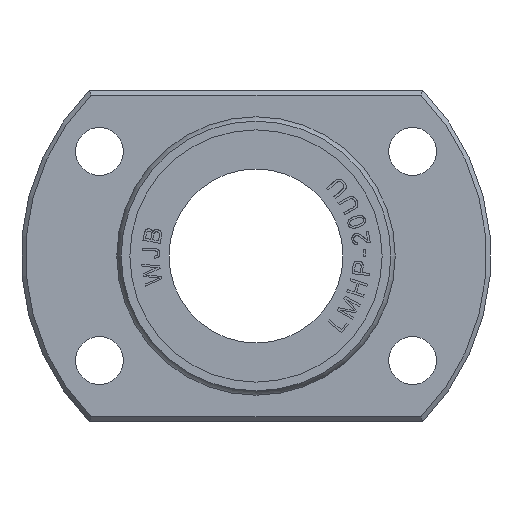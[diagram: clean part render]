
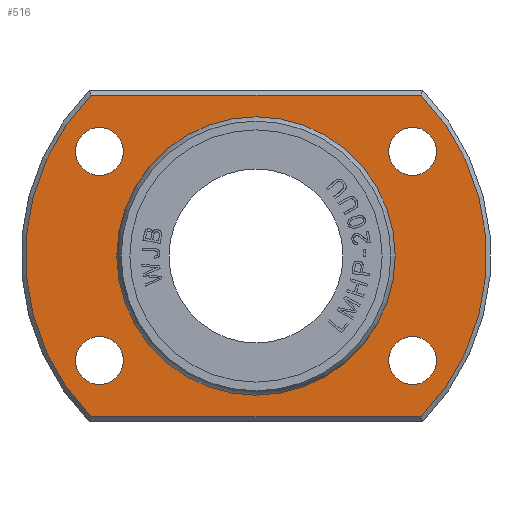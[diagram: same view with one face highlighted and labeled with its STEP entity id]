
A CAD part, left-side view. The second image highlights one B-rep face of the part: STEP entity #516.
In plain terms, the highlighted planar face has unit normal (-1, 0, 0).
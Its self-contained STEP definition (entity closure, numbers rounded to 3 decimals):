
#516=ADVANCED_FACE('',(#1671,#1672,#1673,#1674,#1675,#1676),#879,.T.);
#879=PLANE('',#6516);
#1135=CIRCLE('',#6509,2.75);
#1136=CIRCLE('',#6510,2.75);
#1137=CIRCLE('',#6511,2.75);
#1138=CIRCLE('',#6512,15.773);
#1139=CIRCLE('',#6513,26.5);
#1140=CIRCLE('',#6514,26.5);
#1141=CIRCLE('',#6515,2.75);
#1263=B_SPLINE_CURVE_WITH_KNOTS('',3,(#9653,#9654,#9655,#9656),.UNSPECIFIED.,
 .F.,.F.,(4,4),(0.,1.),.UNSPECIFIED.);
#1264=B_SPLINE_CURVE_WITH_KNOTS('',3,(#9660,#9661,#9662,#9663),.UNSPECIFIED.,
 .F.,.F.,(4,4),(0.,1.),.UNSPECIFIED.);
#1671=FACE_BOUND('',#1790,.T.);
#1672=FACE_BOUND('',#1791,.T.);
#1673=FACE_BOUND('',#1792,.T.);
#1674=FACE_BOUND('',#1793,.T.);
#1675=FACE_BOUND('',#1794,.T.);
#1676=FACE_BOUND('',#1795,.T.);
#1790=EDGE_LOOP('',(#2448));
#1791=EDGE_LOOP('',(#2449));
#1792=EDGE_LOOP('',(#2450));
#1793=EDGE_LOOP('',(#2451));
#1794=EDGE_LOOP('',(#2452,#2453,#2454,#2455));
#1795=EDGE_LOOP('',(#2456));
#2448=ORIENTED_EDGE('',*,*,#4826,.F.);
#2449=ORIENTED_EDGE('',*,*,#4827,.F.);
#2450=ORIENTED_EDGE('',*,*,#4828,.T.);
#2451=ORIENTED_EDGE('',*,*,#4829,.F.);
#2452=ORIENTED_EDGE('',*,*,#4830,.F.);
#2453=ORIENTED_EDGE('',*,*,#4831,.F.);
#2454=ORIENTED_EDGE('',*,*,#4832,.F.);
#2455=ORIENTED_EDGE('',*,*,#4833,.F.);
#2456=ORIENTED_EDGE('',*,*,#4834,.T.);
#4226=VERTEX_POINT('',#9643);
#4227=VERTEX_POINT('',#9645);
#4228=VERTEX_POINT('',#9647);
#4229=VERTEX_POINT('',#9649);
#4230=VERTEX_POINT('',#9651);
#4231=VERTEX_POINT('',#9652);
#4232=VERTEX_POINT('',#9657);
#4233=VERTEX_POINT('',#9659);
#4234=VERTEX_POINT('',#9665);
#4826=EDGE_CURVE('',#4226,#4226,#1135,.T.);
#4827=EDGE_CURVE('',#4227,#4227,#1136,.T.);
#4828=EDGE_CURVE('',#4228,#4228,#1137,.T.);
#4829=EDGE_CURVE('',#4229,#4229,#1138,.T.);
#4830=EDGE_CURVE('',#4230,#4231,#1139,.T.);
#4831=EDGE_CURVE('',#4232,#4230,#1263,.T.);
#4832=EDGE_CURVE('',#4233,#4232,#1140,.T.);
#4833=EDGE_CURVE('',#4231,#4233,#1264,.T.);
#4834=EDGE_CURVE('',#4234,#4234,#1141,.T.);
#6509=AXIS2_PLACEMENT_3D('',#9642,#7058,#7059);
#6510=AXIS2_PLACEMENT_3D('',#9644,#7060,#7061);
#6511=AXIS2_PLACEMENT_3D('',#9646,#7062,#7063);
#6512=AXIS2_PLACEMENT_3D('',#9648,#7064,#7065);
#6513=AXIS2_PLACEMENT_3D('',#9650,#7066,#7067);
#6514=AXIS2_PLACEMENT_3D('',#9658,#7068,#7069);
#6515=AXIS2_PLACEMENT_3D('',#9664,#7070,#7071);
#6516=AXIS2_PLACEMENT_3D('',#9666,#7072,#7073);
#7058=DIRECTION('',(-1.,0.,0.));
#7059=DIRECTION('',(0.,0.,1.));
#7060=DIRECTION('',(-1.,0.,0.));
#7061=DIRECTION('',(0.,0.,1.));
#7062=DIRECTION('',(1.,0.,0.));
#7063=DIRECTION('',(0.,0.,1.));
#7064=DIRECTION('',(-1.,0.,0.));
#7065=DIRECTION('',(0.,0.,1.));
#7066=DIRECTION('',(1.,0.,0.));
#7067=DIRECTION('',(0.,0.,-1.));
#7068=DIRECTION('',(1.,0.,0.));
#7069=DIRECTION('',(0.,0.,-1.));
#7070=DIRECTION('',(1.,0.,0.));
#7071=DIRECTION('',(0.,0.,1.));
#7072=DIRECTION('',(-1.,0.,0.));
#7073=DIRECTION('',(0.,0.,1.));
#9642=CARTESIAN_POINT('',(8.,-18.,12.017));
#9643=CARTESIAN_POINT('',(8.,-18.,14.767));
#9644=CARTESIAN_POINT('',(8.,18.,-12.017));
#9645=CARTESIAN_POINT('',(8.,18.,-9.267));
#9646=CARTESIAN_POINT('',(8.,18.,12.017));
#9647=CARTESIAN_POINT('',(8.,18.,14.767));
#9648=CARTESIAN_POINT('',(8.,0.,0.));
#9649=CARTESIAN_POINT('',(8.,0.,15.773));
#9650=CARTESIAN_POINT('',(8.,0.,0.));
#9651=CARTESIAN_POINT('',(8.,-18.974,18.5));
#9652=CARTESIAN_POINT('',(8.,-18.974,-18.5));
#9653=CARTESIAN_POINT('',(8.,18.974,18.5));
#9654=CARTESIAN_POINT('',(8.,6.325,18.5));
#9655=CARTESIAN_POINT('',(8.,-6.325,18.5));
#9656=CARTESIAN_POINT('',(8.,-18.974,18.5));
#9657=CARTESIAN_POINT('',(8.,18.974,18.5));
#9658=CARTESIAN_POINT('',(8.,0.,0.));
#9659=CARTESIAN_POINT('',(8.,18.974,-18.5));
#9660=CARTESIAN_POINT('',(8.,-18.974,-18.5));
#9661=CARTESIAN_POINT('',(8.,-6.325,-18.5));
#9662=CARTESIAN_POINT('',(8.,6.325,-18.5));
#9663=CARTESIAN_POINT('',(8.,18.974,-18.5));
#9664=CARTESIAN_POINT('',(8.,-18.,-12.017));
#9665=CARTESIAN_POINT('',(8.,-18.,-9.267));
#9666=CARTESIAN_POINT('',(8.,0.,21.387));
